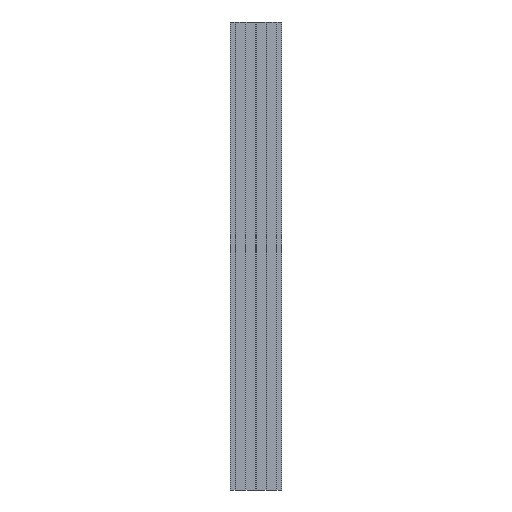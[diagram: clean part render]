
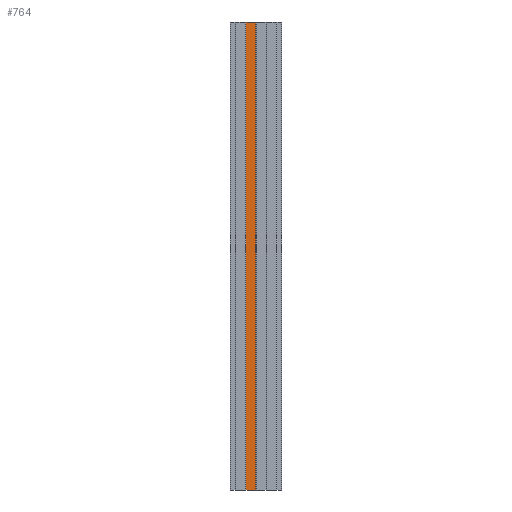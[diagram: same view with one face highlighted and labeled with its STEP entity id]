
A CAD part, front view. The second image highlights one B-rep face of the part: STEP entity #764.
In plain terms, the highlighted planar face has unit normal (0, -1, 0).
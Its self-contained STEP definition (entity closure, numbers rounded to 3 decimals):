
#85 = LINE ( 'NONE', #1743, #1666 ) ;
#201 = CARTESIAN_POINT ( 'NONE',  ( 0., 0., -1000. ) ) ;
#317 = LINE ( 'NONE', #1172, #403 ) ;
#403 = VECTOR ( 'NONE', #5243, 1000. ) ;
#522 = ORIENTED_EDGE ( 'NONE', *, *, #976, .F. ) ;
#629 = AXIS2_PLACEMENT_3D ( 'NONE', #5290, #1996, #1535 ) ;
#632 = VERTEX_POINT ( 'NONE', #1031 ) ;
#682 = EDGE_CURVE ( 'NONE', #1837, #632, #2274, .T. ) ;
#764 = ADVANCED_FACE ( 'NONE', ( #4820 ), #1941, .F. ) ;
#836 = DIRECTION ( 'NONE',  ( 0., 0., -1. ) ) ;
#976 = EDGE_CURVE ( 'NONE', #2918, #1837, #85, .T. ) ;
#1031 = CARTESIAN_POINT ( 'NONE',  ( 0.544, 0., -1000. ) ) ;
#1156 = VECTOR ( 'NONE', #2219, 1000. ) ;
#1172 = CARTESIAN_POINT ( 'NONE',  ( 0., 0., 0. ) ) ;
#1191 = EDGE_LOOP ( 'NONE', ( #1385, #2881, #2429, #522 ) ) ;
#1273 = EDGE_CURVE ( 'NONE', #4189, #632, #2563, .T. ) ;
#1385 = ORIENTED_EDGE ( 'NONE', *, *, #3263, .T. ) ;
#1535 = DIRECTION ( 'NONE',  ( -1., 0., 0. ) ) ;
#1666 = VECTOR ( 'NONE', #836, 1000. ) ;
#1743 = CARTESIAN_POINT ( 'NONE',  ( 21.456, 0., -1000. ) ) ;
#1763 = VECTOR ( 'NONE', #4171, 1000. ) ;
#1837 = VERTEX_POINT ( 'NONE', #3684 ) ;
#1941 = PLANE ( 'NONE',  #629 ) ;
#1996 = DIRECTION ( 'NONE',  ( 0., 1., 0. ) ) ;
#2042 = CARTESIAN_POINT ( 'NONE',  ( 21.456, 0., 0. ) ) ;
#2219 = DIRECTION ( 'NONE',  ( -1., 0., 0. ) ) ;
#2274 = LINE ( 'NONE', #201, #1156 ) ;
#2429 = ORIENTED_EDGE ( 'NONE', *, *, #682, .F. ) ;
#2563 = LINE ( 'NONE', #2641, #1763 ) ;
#2641 = CARTESIAN_POINT ( 'NONE',  ( 0.544, 0., -1000. ) ) ;
#2881 = ORIENTED_EDGE ( 'NONE', *, *, #1273, .T. ) ;
#2918 = VERTEX_POINT ( 'NONE', #2042 ) ;
#3041 = CARTESIAN_POINT ( 'NONE',  ( 0.544, 0., 0. ) ) ;
#3263 = EDGE_CURVE ( 'NONE', #2918, #4189, #317, .T. ) ;
#3684 = CARTESIAN_POINT ( 'NONE',  ( 21.456, 0., -1000. ) ) ;
#4171 = DIRECTION ( 'NONE',  ( 0., 0., -1. ) ) ;
#4189 = VERTEX_POINT ( 'NONE', #3041 ) ;
#4820 = FACE_OUTER_BOUND ( 'NONE', #1191, .T. ) ;
#5243 = DIRECTION ( 'NONE',  ( -1., 0., 0. ) ) ;
#5290 = CARTESIAN_POINT ( 'NONE',  ( 0., 0., -1000. ) ) ;
